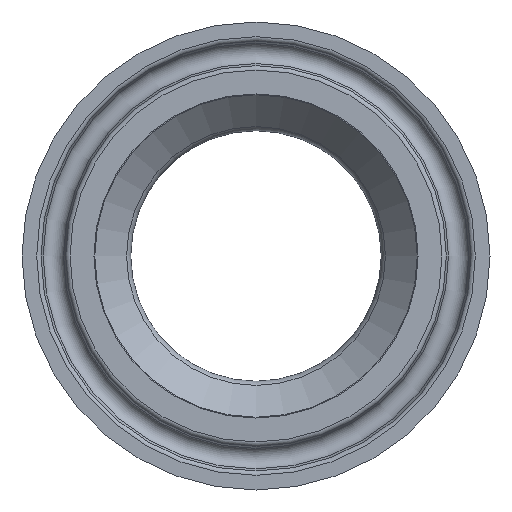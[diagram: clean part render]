
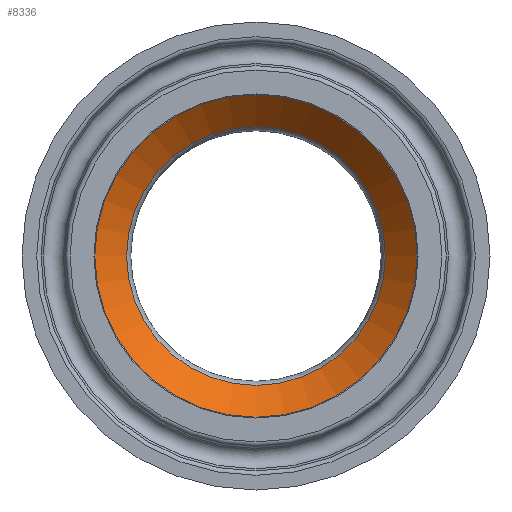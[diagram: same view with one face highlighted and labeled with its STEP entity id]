
A CAD part, left-side view. The second image highlights one B-rep face of the part: STEP entity #8336.
In plain terms, the highlighted conical face has half-angle 45 degrees and reference radius 15.443 mm.
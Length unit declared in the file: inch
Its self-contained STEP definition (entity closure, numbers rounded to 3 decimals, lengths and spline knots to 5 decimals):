
#14=CONICAL_SURFACE('',#8894,0.608,0.785);
#943=FACE_OUTER_BOUND('',#1437,.T.);
#1437=EDGE_LOOP('',(#7665,#7666,#7667,#7668,#7669,#7670,#7671,#7672));
#1678=CIRCLE('',#8887,0.54857);
#1679=CIRCLE('',#8888,0.54857);
#1684=CIRCLE('',#8893,0.54857);
#1685=CIRCLE('',#8895,0.68354);
#1686=CIRCLE('',#8896,0.68354);
#1687=CIRCLE('',#8897,0.68354);
#2316=LINE('',#18194,#2892);
#2892=VECTOR('',#10578,0.608);
#4028=VERTEX_POINT('',#18179);
#4029=VERTEX_POINT('',#18180);
#4030=VERTEX_POINT('',#18182);
#4034=VERTEX_POINT('',#18193);
#4035=VERTEX_POINT('',#18195);
#4036=VERTEX_POINT('',#18197);
#5256=EDGE_CURVE('',#4028,#4029,#1678,.T.);
#5257=EDGE_CURVE('',#4029,#4030,#1679,.T.);
#5262=EDGE_CURVE('',#4030,#4028,#1684,.T.);
#5263=EDGE_CURVE('',#4029,#4034,#2316,.T.);
#5264=EDGE_CURVE('',#4035,#4034,#1685,.T.);
#5265=EDGE_CURVE('',#4036,#4035,#1686,.T.);
#5266=EDGE_CURVE('',#4034,#4036,#1687,.T.);
#7665=ORIENTED_EDGE('',*,*,#5256,.F.);
#7666=ORIENTED_EDGE('',*,*,#5262,.F.);
#7667=ORIENTED_EDGE('',*,*,#5257,.F.);
#7668=ORIENTED_EDGE('',*,*,#5263,.T.);
#7669=ORIENTED_EDGE('',*,*,#5264,.F.);
#7670=ORIENTED_EDGE('',*,*,#5265,.F.);
#7671=ORIENTED_EDGE('',*,*,#5266,.F.);
#7672=ORIENTED_EDGE('',*,*,#5263,.F.);
#8336=ADVANCED_FACE('',(#943),#14,.F.);
#8887=AXIS2_PLACEMENT_3D('',#18181,#10562,#10563);
#8888=AXIS2_PLACEMENT_3D('',#18183,#10564,#10565);
#8893=AXIS2_PLACEMENT_3D('',#18191,#10574,#10575);
#8894=AXIS2_PLACEMENT_3D('',#18192,#10576,#10577);
#8895=AXIS2_PLACEMENT_3D('',#18196,#10579,#10580);
#8896=AXIS2_PLACEMENT_3D('',#18198,#10581,#10582);
#8897=AXIS2_PLACEMENT_3D('',#18199,#10583,#10584);
#10562=DIRECTION('center_axis',(-1.,0.,0.));
#10563=DIRECTION('ref_axis',(0.,-1.,0.));
#10564=DIRECTION('center_axis',(-1.,0.,0.));
#10565=DIRECTION('ref_axis',(0.,-1.,0.));
#10574=DIRECTION('center_axis',(-1.,0.,0.));
#10575=DIRECTION('ref_axis',(0.,-1.,0.));
#10576=DIRECTION('center_axis',(-1.,0.,0.));
#10577=DIRECTION('ref_axis',(0.,1.,0.));
#10578=DIRECTION('',(-0.707,-0.707,0.));
#10579=DIRECTION('center_axis',(1.,0.,0.));
#10580=DIRECTION('ref_axis',(0.,-1.,0.));
#10581=DIRECTION('center_axis',(1.,0.,0.));
#10582=DIRECTION('ref_axis',(0.,-1.,0.));
#10583=DIRECTION('center_axis',(1.,0.,0.));
#10584=DIRECTION('ref_axis',(0.,-1.,0.));
#18179=CARTESIAN_POINT('',(0.13643,0.54857,0.));
#18180=CARTESIAN_POINT('',(0.13643,-0.54857,0.));
#18181=CARTESIAN_POINT('Origin',(0.13643,0.,
0.));
#18182=CARTESIAN_POINT('',(0.13643,0.,0.54857));
#18183=CARTESIAN_POINT('Origin',(0.13643,0.,
0.));
#18191=CARTESIAN_POINT('Origin',(0.13643,0.,
0.));
#18192=CARTESIAN_POINT('Origin',(0.077,0.,
0.));
#18193=CARTESIAN_POINT('',(0.00146,-0.68354,0.));
#18194=CARTESIAN_POINT('',(0.077,-0.608,0.));
#18195=CARTESIAN_POINT('',(0.00146,0.,0.68354));
#18196=CARTESIAN_POINT('Origin',(0.00146,0.,
0.));
#18197=CARTESIAN_POINT('',(0.00146,0.68354,0.));
#18198=CARTESIAN_POINT('Origin',(0.00146,0.,
0.));
#18199=CARTESIAN_POINT('Origin',(0.00146,0.,
0.));
